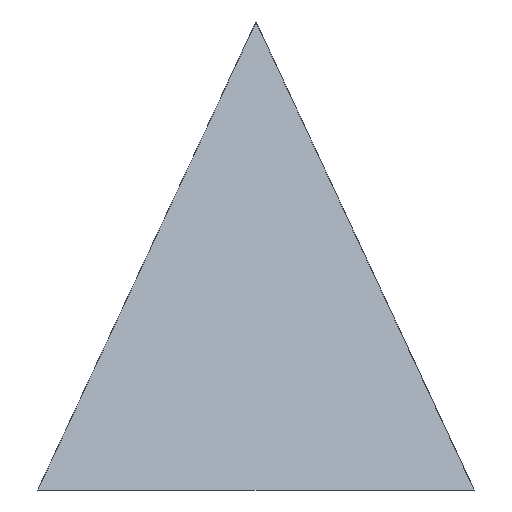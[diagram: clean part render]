
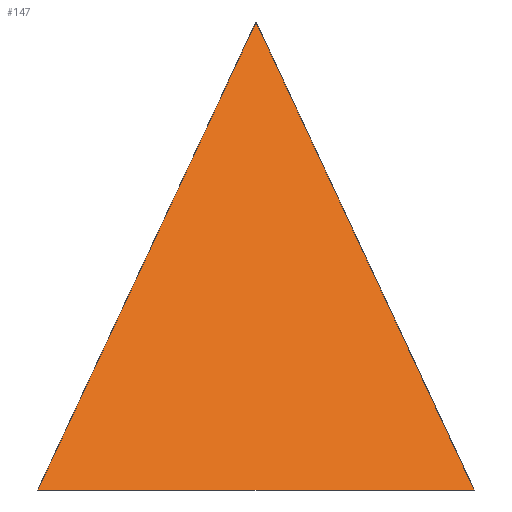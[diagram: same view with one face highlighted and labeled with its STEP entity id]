
A CAD part, front view. The second image highlights one B-rep face of the part: STEP entity #147.
In plain terms, the highlighted planar face has unit normal (0, -0.906, 0.423).
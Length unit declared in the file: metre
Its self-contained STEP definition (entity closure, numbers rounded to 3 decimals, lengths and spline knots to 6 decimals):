
#35=ORIENTED_EDGE('',*,*,#67,.T.);
#36=ORIENTED_EDGE('',*,*,#56,.F.);
#37=ORIENTED_EDGE('',*,*,#61,.T.);
#56=EDGE_CURVE('',#73,#72,#84,.F.);
#61=EDGE_CURVE('',#73,#78,#89,.T.);
#67=EDGE_CURVE('',#78,#72,#95,.F.);
#72=VERTEX_POINT('',#212);
#73=VERTEX_POINT('',#214);
#78=VERTEX_POINT('',#225);
#84=LINE('',#215,#101);
#89=LINE('',#226,#106);
#95=LINE('',#237,#112);
#101=VECTOR('',#179,1.);
#106=VECTOR('',#186,1.);
#112=VECTOR('',#196,1.);
#121=EDGE_LOOP('',(#35,#36,#37));
#131=FACE_BOUND('',#121,.T.);
#139=PLANE('',#168);
#147=ADVANCED_FACE('',(#131),#139,.T.);
#168=AXIS2_PLACEMENT_3D('',#236,#194,#195);
#179=DIRECTION('',(-0.389,0.389,0.835));
#186=DIRECTION('',(-0.389,-0.389,-0.835));
#194=DIRECTION('',(0.,-0.906,0.423));
#195=DIRECTION('',(0.,-0.423,-0.906));
#196=DIRECTION('',(-1.,0.,0.));
#212=CARTESIAN_POINT('',(0.1,-0.1,0.));
#214=CARTESIAN_POINT('',(0.,0.,0.214451));
#215=CARTESIAN_POINT('',(0.084846,-0.084846,0.032498));
#225=CARTESIAN_POINT('',(-0.1,-0.1,0.));
#226=CARTESIAN_POINT('',(-0.084846,-0.084846,0.032498));
#236=CARTESIAN_POINT('',(0.,-0.1,0.));
#237=CARTESIAN_POINT('',(0.,-0.1,0.));
